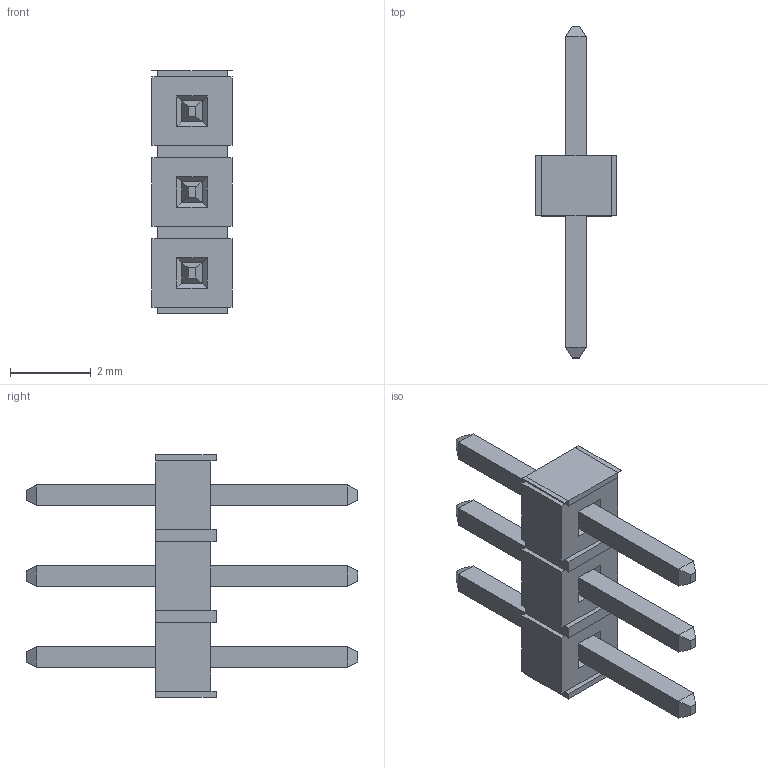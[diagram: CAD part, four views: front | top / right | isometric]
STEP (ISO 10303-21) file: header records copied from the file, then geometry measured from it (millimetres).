
FILE_DESCRIPTION (( 'STEP AP214' ), '1' );
FILE_NAME ('TMALIGN04302137477333.step', '2009-05-01T01:37:49', ( 'SysAdmin' ), ( 'SolidWorks' ), 'SwSTEP 2.0', 'SolidWorks 2009', '' );
FILE_SCHEMA (( 'AUTOMOTIVE_DESIGN' ));
Length unit declared in the file: inch
Products named in the file (1): TMALIGN04302137477333
Bounding box: 1.98 x 8.2 x 6 mm (x, y, z)
Volume: 21 mm3; surface area: 92.8 mm2
Topology: 1 solids, 1 shells, 124 faces, 312 edges, 196 vertices
Faces by surface type: plane 124
Entity records: 4538 total; most frequent: CARTESIAN_POINT 633, ORIENTED_EDGE 624, DIRECTION 562, EDGE_CURVE 312, VECTOR 312, LINE 312, VERTEX_POINT 196, EDGE_LOOP 130
